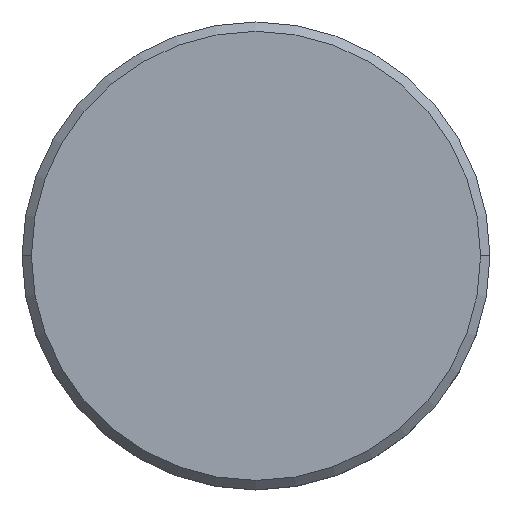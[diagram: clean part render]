
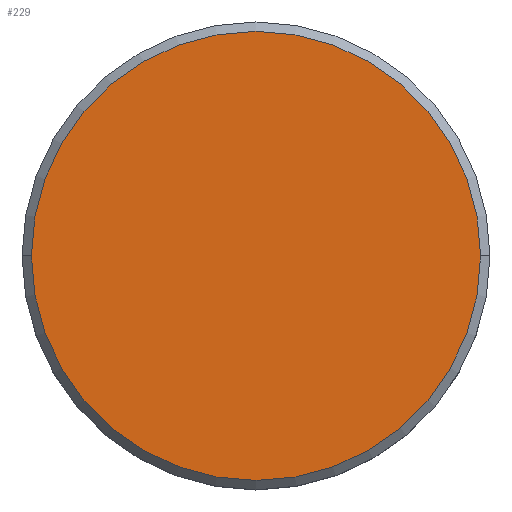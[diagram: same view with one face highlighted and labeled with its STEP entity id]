
A CAD part, top view. The second image highlights one B-rep face of the part: STEP entity #229.
In plain terms, the highlighted planar face has unit normal (0, 0, 1).
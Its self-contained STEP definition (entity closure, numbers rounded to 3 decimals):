
#71 = DIRECTION ( 'NONE',  ( 1., 0., 0. ) ) ;
#98 = CARTESIAN_POINT ( 'NONE',  ( 0., 0., 0. ) ) ;
#120 = FACE_OUTER_BOUND ( 'NONE', #1077, .T. ) ;
#191 = DIRECTION ( 'NONE',  ( 0., 0., 1. ) ) ;
#210 = CIRCLE ( 'NONE', #290, 12. ) ;
#229 = ADVANCED_FACE ( 'NONE', ( #120 ), #560, .T. ) ;
#251 = AXIS2_PLACEMENT_3D ( 'NONE', #264, #873, #71 ) ;
#264 = CARTESIAN_POINT ( 'NONE',  ( 0., 0., 0. ) ) ;
#290 = AXIS2_PLACEMENT_3D ( 'NONE', #1030, #191, #387 ) ;
#319 = ORIENTED_EDGE ( 'NONE', *, *, #854, .T. ) ;
#387 = DIRECTION ( 'NONE',  ( 1., 0., 0. ) ) ;
#389 = DIRECTION ( 'NONE',  ( 0., 0., 1. ) ) ;
#421 = VERTEX_POINT ( 'NONE', #1000 ) ;
#482 = CIRCLE ( 'NONE', #251, 12. ) ;
#488 = DIRECTION ( 'NONE',  ( 1., 0., 0. ) ) ;
#560 = PLANE ( 'NONE',  #787 ) ;
#651 = EDGE_CURVE ( 'NONE', #421, #1063, #210, .T. ) ;
#661 = ORIENTED_EDGE ( 'NONE', *, *, #651, .T. ) ;
#787 = AXIS2_PLACEMENT_3D ( 'NONE', #98, #389, #488 ) ;
#828 = CARTESIAN_POINT ( 'NONE',  ( -12., 0., 0. ) ) ;
#854 = EDGE_CURVE ( 'NONE', #1063, #421, #482, .T. ) ;
#873 = DIRECTION ( 'NONE',  ( 0., 0., 1. ) ) ;
#1000 = CARTESIAN_POINT ( 'NONE',  ( 12., 0., 0. ) ) ;
#1030 = CARTESIAN_POINT ( 'NONE',  ( 0., 0., 0. ) ) ;
#1063 = VERTEX_POINT ( 'NONE', #828 ) ;
#1077 = EDGE_LOOP ( 'NONE', ( #319, #661 ) ) ;
